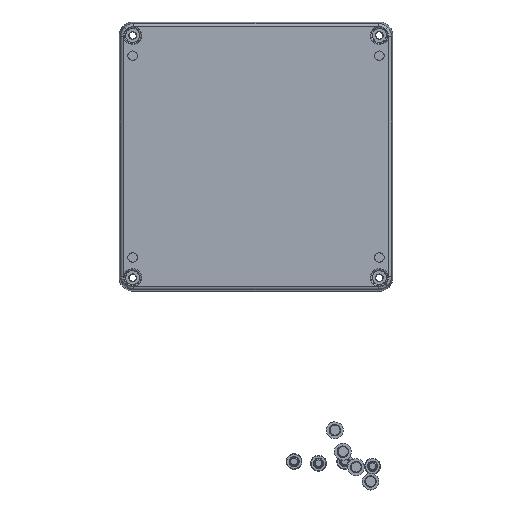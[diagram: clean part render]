
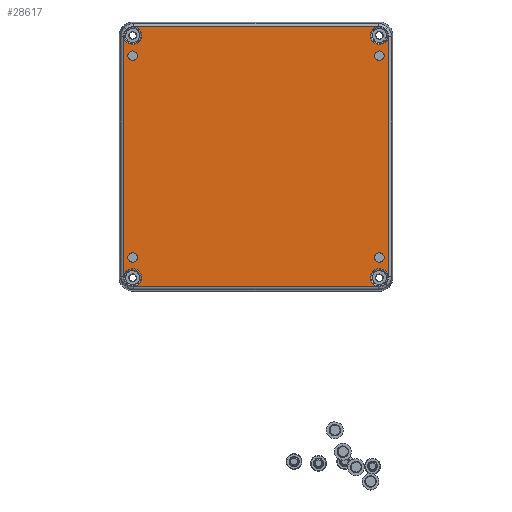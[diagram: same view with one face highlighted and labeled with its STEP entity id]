
A CAD part, front view. The second image highlights one B-rep face of the part: STEP entity #28617.
In plain terms, the highlighted planar face has unit normal (0, -1, 0).
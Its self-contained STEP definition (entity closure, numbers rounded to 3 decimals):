
#20810 = VERTEX_POINT('',#20811);
#20811 = CARTESIAN_POINT('',(-55.,-71.5,47.1));
#20829 = VERTEX_POINT('',#20830);
#20830 = CARTESIAN_POINT('',(-55.,-71.5,42.9));
#20836 = EDGE_CURVE('',#20829,#20810,#20837,.T.);
#20837 = CIRCLE('',#20838,2.1);
#20838 = AXIS2_PLACEMENT_3D('',#20839,#20840,#20841);
#20839 = CARTESIAN_POINT('',(-55.,-71.5,45.));
#20840 = DIRECTION('',(0.,1.,0.));
#20841 = DIRECTION('',(0.,-0.,1.));
#20852 = VERTEX_POINT('',#20853);
#20853 = CARTESIAN_POINT('',(55.,-71.5,47.1));
#20871 = VERTEX_POINT('',#20872);
#20872 = CARTESIAN_POINT('',(55.,-71.5,42.9));
#20878 = EDGE_CURVE('',#20871,#20852,#20879,.T.);
#20879 = CIRCLE('',#20880,2.1);
#20880 = AXIS2_PLACEMENT_3D('',#20881,#20882,#20883);
#20881 = CARTESIAN_POINT('',(55.,-71.5,45.));
#20882 = DIRECTION('',(0.,1.,0.));
#20883 = DIRECTION('',(0.,-0.,1.));
#20894 = VERTEX_POINT('',#20895);
#20895 = CARTESIAN_POINT('',(55.,-71.5,-42.9));
#20913 = VERTEX_POINT('',#20914);
#20914 = CARTESIAN_POINT('',(55.,-71.5,-47.1));
#20920 = EDGE_CURVE('',#20913,#20894,#20921,.T.);
#20921 = CIRCLE('',#20922,2.1);
#20922 = AXIS2_PLACEMENT_3D('',#20923,#20924,#20925);
#20923 = CARTESIAN_POINT('',(55.,-71.5,-45.));
#20924 = DIRECTION('',(0.,1.,0.));
#20925 = DIRECTION('',(0.,-0.,1.));
#20936 = VERTEX_POINT('',#20937);
#20937 = CARTESIAN_POINT('',(-55.,-71.5,-42.9));
#20955 = VERTEX_POINT('',#20956);
#20956 = CARTESIAN_POINT('',(-55.,-71.5,-47.1));
#20962 = EDGE_CURVE('',#20955,#20936,#20963,.T.);
#20963 = CIRCLE('',#20964,2.1);
#20964 = AXIS2_PLACEMENT_3D('',#20965,#20966,#20967);
#20965 = CARTESIAN_POINT('',(-55.,-71.5,-45.));
#20966 = DIRECTION('',(0.,1.,0.));
#20967 = DIRECTION('',(0.,-0.,1.));
#23349 = VERTEX_POINT('',#23350);
#23350 = CARTESIAN_POINT('',(54.173,-71.5,-57.914));
#23357 = EDGE_CURVE('',#23358,#23349,#23360,.T.);
#23358 = VERTEX_POINT('',#23359);
#23359 = CARTESIAN_POINT('',(55.,-71.5,-50.));
#23360 = CIRCLE('',#23361,4.);
#23361 = AXIS2_PLACEMENT_3D('',#23362,#23363,#23364);
#23362 = CARTESIAN_POINT('',(55.,-71.5,-54.));
#23363 = DIRECTION('',(0.,-1.,0.));
#23364 = DIRECTION('',(0.,0.,-1.));
#23428 = VERTEX_POINT('',#23429);
#23429 = CARTESIAN_POINT('',(-58.914,-71.5,-53.173));
#23436 = EDGE_CURVE('',#23437,#23428,#23439,.T.);
#23437 = VERTEX_POINT('',#23438);
#23438 = CARTESIAN_POINT('',(-55.,-71.5,-50.));
#23439 = CIRCLE('',#23440,4.);
#23440 = AXIS2_PLACEMENT_3D('',#23441,#23442,#23443);
#23441 = CARTESIAN_POINT('',(-55.,-71.5,-54.));
#23442 = DIRECTION('',(0.,-1.,0.));
#23443 = DIRECTION('',(0.,0.,-1.));
#23471 = VERTEX_POINT('',#23472);
#23472 = CARTESIAN_POINT('',(-55.,-71.5,50.));
#23478 = EDGE_CURVE('',#23479,#23471,#23481,.T.);
#23479 = VERTEX_POINT('',#23480);
#23480 = CARTESIAN_POINT('',(-58.914,-71.5,53.173));
#23481 = CIRCLE('',#23482,4.);
#23482 = AXIS2_PLACEMENT_3D('',#23483,#23484,#23485);
#23483 = CARTESIAN_POINT('',(-55.,-71.5,54.));
#23484 = DIRECTION('',(0.,-1.,0.));
#23485 = DIRECTION('',(0.,0.,-1.));
#23555 = VERTEX_POINT('',#23556);
#23556 = CARTESIAN_POINT('',(55.,-71.5,50.));
#23562 = EDGE_CURVE('',#23563,#23555,#23565,.T.);
#23563 = VERTEX_POINT('',#23564);
#23564 = CARTESIAN_POINT('',(54.173,-71.5,57.914));
#23565 = CIRCLE('',#23566,4.);
#23566 = AXIS2_PLACEMENT_3D('',#23567,#23568,#23569);
#23567 = CARTESIAN_POINT('',(55.,-71.5,54.));
#23568 = DIRECTION('',(0.,-1.,0.));
#23569 = DIRECTION('',(0.,0.,-1.));
#28617 = ADVANCED_FACE('',(#28618,#28628,#28638,#28648,#28658),#28724,
  .T.);
#28618 = FACE_BOUND('',#28619,.T.);
#28619 = EDGE_LOOP('',(#28620,#28627));
#28620 = ORIENTED_EDGE('',*,*,#28621,.T.);
#28621 = EDGE_CURVE('',#20810,#20829,#28622,.T.);
#28622 = CIRCLE('',#28623,2.1);
#28623 = AXIS2_PLACEMENT_3D('',#28624,#28625,#28626);
#28624 = CARTESIAN_POINT('',(-55.,-71.5,45.));
#28625 = DIRECTION('',(0.,1.,0.));
#28626 = DIRECTION('',(0.,-0.,1.));
#28627 = ORIENTED_EDGE('',*,*,#20836,.T.);
#28628 = FACE_BOUND('',#28629,.T.);
#28629 = EDGE_LOOP('',(#28630,#28637));
#28630 = ORIENTED_EDGE('',*,*,#28631,.T.);
#28631 = EDGE_CURVE('',#20852,#20871,#28632,.T.);
#28632 = CIRCLE('',#28633,2.1);
#28633 = AXIS2_PLACEMENT_3D('',#28634,#28635,#28636);
#28634 = CARTESIAN_POINT('',(55.,-71.5,45.));
#28635 = DIRECTION('',(0.,1.,0.));
#28636 = DIRECTION('',(0.,-0.,1.));
#28637 = ORIENTED_EDGE('',*,*,#20878,.T.);
#28638 = FACE_BOUND('',#28639,.T.);
#28639 = EDGE_LOOP('',(#28640,#28647));
#28640 = ORIENTED_EDGE('',*,*,#28641,.T.);
#28641 = EDGE_CURVE('',#20894,#20913,#28642,.T.);
#28642 = CIRCLE('',#28643,2.1);
#28643 = AXIS2_PLACEMENT_3D('',#28644,#28645,#28646);
#28644 = CARTESIAN_POINT('',(55.,-71.5,-45.));
#28645 = DIRECTION('',(0.,1.,0.));
#28646 = DIRECTION('',(0.,-0.,1.));
#28647 = ORIENTED_EDGE('',*,*,#20920,.T.);
#28648 = FACE_BOUND('',#28649,.T.);
#28649 = EDGE_LOOP('',(#28650,#28657));
#28650 = ORIENTED_EDGE('',*,*,#28651,.T.);
#28651 = EDGE_CURVE('',#20936,#20955,#28652,.T.);
#28652 = CIRCLE('',#28653,2.1);
#28653 = AXIS2_PLACEMENT_3D('',#28654,#28655,#28656);
#28654 = CARTESIAN_POINT('',(-55.,-71.5,-45.));
#28655 = DIRECTION('',(0.,1.,0.));
#28656 = DIRECTION('',(0.,-0.,1.));
#28657 = ORIENTED_EDGE('',*,*,#20962,.T.);
#28658 = FACE_BOUND('',#28659,.T.);
#28659 = EDGE_LOOP('',(#28660,#28669,#28677,#28684,#28685,#28693,#28700,
    #28701,#28707,#28708,#28717,#28723));
#28660 = ORIENTED_EDGE('',*,*,#28661,.F.);
#28661 = EDGE_CURVE('',#28662,#23358,#28664,.T.);
#28662 = VERTEX_POINT('',#28663);
#28663 = CARTESIAN_POINT('',(58.914,-71.5,-53.173));
#28664 = CIRCLE('',#28665,4.);
#28665 = AXIS2_PLACEMENT_3D('',#28666,#28667,#28668);
#28666 = CARTESIAN_POINT('',(55.,-71.5,-54.));
#28667 = DIRECTION('',(0.,-1.,0.));
#28668 = DIRECTION('',(0.,0.,-1.));
#28669 = ORIENTED_EDGE('',*,*,#28670,.T.);
#28670 = EDGE_CURVE('',#28662,#28671,#28673,.T.);
#28671 = VERTEX_POINT('',#28672);
#28672 = CARTESIAN_POINT('',(58.914,-71.5,53.173));
#28673 = LINE('',#28674,#28675);
#28674 = CARTESIAN_POINT('',(58.914,-71.5,-60.));
#28675 = VECTOR('',#28676,1.);
#28676 = DIRECTION('',(-0.,-0.,1.));
#28677 = ORIENTED_EDGE('',*,*,#28678,.F.);
#28678 = EDGE_CURVE('',#23555,#28671,#28679,.T.);
#28679 = CIRCLE('',#28680,4.);
#28680 = AXIS2_PLACEMENT_3D('',#28681,#28682,#28683);
#28681 = CARTESIAN_POINT('',(55.,-71.5,54.));
#28682 = DIRECTION('',(0.,-1.,0.));
#28683 = DIRECTION('',(0.,0.,-1.));
#28684 = ORIENTED_EDGE('',*,*,#23562,.F.);
#28685 = ORIENTED_EDGE('',*,*,#28686,.T.);
#28686 = EDGE_CURVE('',#23563,#28687,#28689,.T.);
#28687 = VERTEX_POINT('',#28688);
#28688 = CARTESIAN_POINT('',(-54.173,-71.5,57.914));
#28689 = LINE('',#28690,#28691);
#28690 = CARTESIAN_POINT('',(61.,-71.5,57.914));
#28691 = VECTOR('',#28692,1.);
#28692 = DIRECTION('',(-1.,-0.,-0.));
#28693 = ORIENTED_EDGE('',*,*,#28694,.F.);
#28694 = EDGE_CURVE('',#23471,#28687,#28695,.T.);
#28695 = CIRCLE('',#28696,4.);
#28696 = AXIS2_PLACEMENT_3D('',#28697,#28698,#28699);
#28697 = CARTESIAN_POINT('',(-55.,-71.5,54.));
#28698 = DIRECTION('',(0.,-1.,0.));
#28699 = DIRECTION('',(0.,0.,-1.));
#28700 = ORIENTED_EDGE('',*,*,#23478,.F.);
#28701 = ORIENTED_EDGE('',*,*,#28702,.T.);
#28702 = EDGE_CURVE('',#23479,#23428,#28703,.T.);
#28703 = LINE('',#28704,#28705);
#28704 = CARTESIAN_POINT('',(-58.914,-71.5,-60.));
#28705 = VECTOR('',#28706,1.);
#28706 = DIRECTION('',(-0.,-0.,-1.));
#28707 = ORIENTED_EDGE('',*,*,#23436,.F.);
#28708 = ORIENTED_EDGE('',*,*,#28709,.F.);
#28709 = EDGE_CURVE('',#28710,#23437,#28712,.T.);
#28710 = VERTEX_POINT('',#28711);
#28711 = CARTESIAN_POINT('',(-54.173,-71.5,-57.914));
#28712 = CIRCLE('',#28713,4.);
#28713 = AXIS2_PLACEMENT_3D('',#28714,#28715,#28716);
#28714 = CARTESIAN_POINT('',(-55.,-71.5,-54.));
#28715 = DIRECTION('',(0.,-1.,0.));
#28716 = DIRECTION('',(0.,0.,-1.));
#28717 = ORIENTED_EDGE('',*,*,#28718,.T.);
#28718 = EDGE_CURVE('',#28710,#23349,#28719,.T.);
#28719 = LINE('',#28720,#28721);
#28720 = CARTESIAN_POINT('',(61.,-71.5,-57.914));
#28721 = VECTOR('',#28722,1.);
#28722 = DIRECTION('',(1.,-0.,-0.));
#28723 = ORIENTED_EDGE('',*,*,#23357,.F.);
#28724 = PLANE('',#28725);
#28725 = AXIS2_PLACEMENT_3D('',#28726,#28727,#28728);
#28726 = CARTESIAN_POINT('',(61.,-71.5,-60.));
#28727 = DIRECTION('',(0.,-1.,0.));
#28728 = DIRECTION('',(0.,-0.,-1.));
